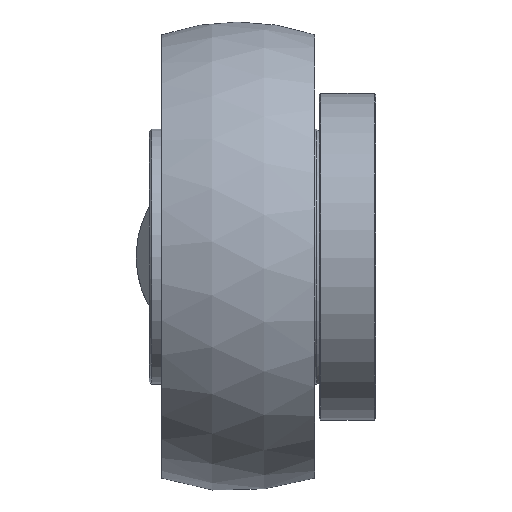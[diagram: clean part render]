
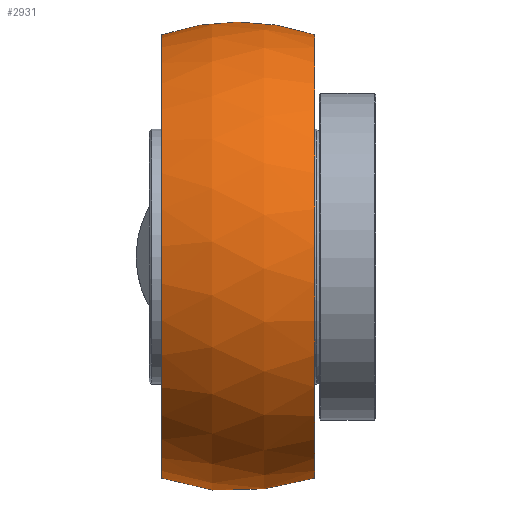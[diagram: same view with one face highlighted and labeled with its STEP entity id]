
A CAD part, front view. The second image highlights one B-rep face of the part: STEP entity #2931.
In plain terms, the highlighted spherical face has radius 46 mm.
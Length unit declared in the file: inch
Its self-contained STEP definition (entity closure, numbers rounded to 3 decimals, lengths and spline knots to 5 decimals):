
#149=CARTESIAN_POINT('',(-1.71203,0.,0.59055));
#150=VERTEX_POINT('',#149);
#158=CARTESIAN_POINT('',(0.52386,1.62992,0.59055));
#159=VERTEX_POINT('',#158);
#160=CARTESIAN_POINT('',(0.,-0.,0.59055));
#161=DIRECTION('',(0.,-0.,1.));
#162=DIRECTION('',(0.,1.,0.));
#163=AXIS2_PLACEMENT_3D('',#160,#161,#162);
#164=CIRCLE('',#163,1.71203);
#165=EDGE_CURVE('',#150,#159,#164,.T.);
#2733=CARTESIAN_POINT('',(1.6572,0.72078,0.11811));
#2734=VERTEX_POINT('',#2733);
#2741=CARTESIAN_POINT('',(1.6572,0.72078,-0.11811));
#2742=VERTEX_POINT('',#2741);
#2743=CARTESIAN_POINT('',(0.,0.72078,0.));
#2744=DIRECTION('',(-0.,1.,0.));
#2745=DIRECTION('',(1.,0.,0.));
#2746=AXIS2_PLACEMENT_3D('',#2743,#2744,#2745);
#2747=CIRCLE('',#2746,1.66141);
#2748=EDGE_CURVE('',#2734,#2742,#2747,.T.);
#2843=CARTESIAN_POINT('',(0.78052,1.62992,-0.11811));
#2844=VERTEX_POINT('',#2843);
#2845=CARTESIAN_POINT('',(0.,0.,-0.11811));
#2846=DIRECTION('',(0.,0.,-1.));
#2847=DIRECTION('',(0.,-1.,-0.));
#2848=AXIS2_PLACEMENT_3D('',#2845,#2846,#2847);
#2849=CIRCLE('',#2848,1.80717);
#2850=EDGE_CURVE('',#2844,#2742,#2849,.T.);
#2862=CARTESIAN_POINT('',(-0.,0.,-0.));
#2863=DIRECTION('',(-0.,-0.,1.));
#2864=DIRECTION('',(1.,0.,0.));
#2865=AXIS2_PLACEMENT_3D('',#2862,#2863,#2864);
#2866=SPHERICAL_SURFACE('',#2865,1.81102);
#2867=CARTESIAN_POINT('',(-1.71203,0.,-0.59055));
#2868=VERTEX_POINT('',#2867);
#2869=CARTESIAN_POINT('',(0.,0.,0.));
#2870=DIRECTION('',(-0.,-1.,-0.));
#2871=DIRECTION('',(-1.,0.,0.));
#2872=AXIS2_PLACEMENT_3D('',#2869,#2870,#2871);
#2873=CIRCLE('',#2872,1.81102);
#2874=EDGE_CURVE('',#150,#2868,#2873,.T.);
#2875=ORIENTED_EDGE('',*,*,#2874,.T.);
#2876=CARTESIAN_POINT('',(0.52386,1.62992,-0.59055));
#2877=VERTEX_POINT('',#2876);
#2878=CARTESIAN_POINT('',(0.,0.,-0.59055));
#2879=DIRECTION('',(0.,0.,-1.));
#2880=DIRECTION('',(0.,-1.,-0.));
#2881=AXIS2_PLACEMENT_3D('',#2878,#2879,#2880);
#2882=CIRCLE('',#2881,1.71203);
#2883=EDGE_CURVE('',#2877,#2868,#2882,.T.);
#2884=ORIENTED_EDGE('',*,*,#2883,.F.);
#2885=CARTESIAN_POINT('',(0.52384,1.62992,-0.59056));
#2886=VERTEX_POINT('',#2885);
#2887=CARTESIAN_POINT('',(0.,0.51968,0.51968));
#2888=DIRECTION('',(0.,-0.707,-0.707));
#2889=DIRECTION('',(0.,-0.707,0.707));
#2890=AXIS2_PLACEMENT_3D('',#2887,#2888,#2889);
#2891=CIRCLE('',#2890,1.65519);
#2892=EDGE_CURVE('',#2886,#2877,#2891,.T.);
#2893=ORIENTED_EDGE('',*,*,#2892,.F.);
#2894=CARTESIAN_POINT('',(0.,1.62992,0.));
#2895=DIRECTION('',(0.,1.,0.));
#2896=DIRECTION('',(0.,0.,-1.));
#2897=AXIS2_PLACEMENT_3D('',#2894,#2895,#2896);
#2898=CIRCLE('',#2897,0.78941);
#2899=EDGE_CURVE('',#2844,#2886,#2898,.T.);
#2900=ORIENTED_EDGE('',*,*,#2899,.F.);
#2901=ORIENTED_EDGE('',*,*,#2850,.T.);
#2902=ORIENTED_EDGE('',*,*,#2748,.F.);
#2903=CARTESIAN_POINT('',(0.78052,1.62992,0.11811));
#2904=VERTEX_POINT('',#2903);
#2905=CARTESIAN_POINT('',(-0.,-0.,0.11811));
#2906=DIRECTION('',(-0.,-0.,1.));
#2907=DIRECTION('',(0.,1.,0.));
#2908=AXIS2_PLACEMENT_3D('',#2905,#2906,#2907);
#2909=CIRCLE('',#2908,1.80717);
#2910=EDGE_CURVE('',#2734,#2904,#2909,.T.);
#2911=ORIENTED_EDGE('',*,*,#2910,.T.);
#2912=CARTESIAN_POINT('',(0.52384,1.62992,0.59056));
#2913=VERTEX_POINT('',#2912);
#2914=CARTESIAN_POINT('',(0.,1.62992,0.));
#2915=DIRECTION('',(0.,1.,0.));
#2916=DIRECTION('',(0.,0.,-1.));
#2917=AXIS2_PLACEMENT_3D('',#2914,#2915,#2916);
#2918=CIRCLE('',#2917,0.78941);
#2919=EDGE_CURVE('',#2913,#2904,#2918,.T.);
#2920=ORIENTED_EDGE('',*,*,#2919,.F.);
#2921=CARTESIAN_POINT('',(0.,0.51968,-0.51968));
#2922=DIRECTION('',(0.,-0.707,0.707));
#2923=DIRECTION('',(0.,0.707,0.707));
#2924=AXIS2_PLACEMENT_3D('',#2921,#2922,#2923);
#2925=CIRCLE('',#2924,1.65519);
#2926=EDGE_CURVE('',#159,#2913,#2925,.T.);
#2927=ORIENTED_EDGE('',*,*,#2926,.F.);
#2928=ORIENTED_EDGE('',*,*,#165,.F.);
#2929=EDGE_LOOP('',(#2875,#2884,#2893,#2900,#2901,#2902,#2911,#2920,#2927,#2928));
#2930=FACE_BOUND('',#2929,.T.);
#2931=ADVANCED_FACE('',(#2930),#2866,.T.);
